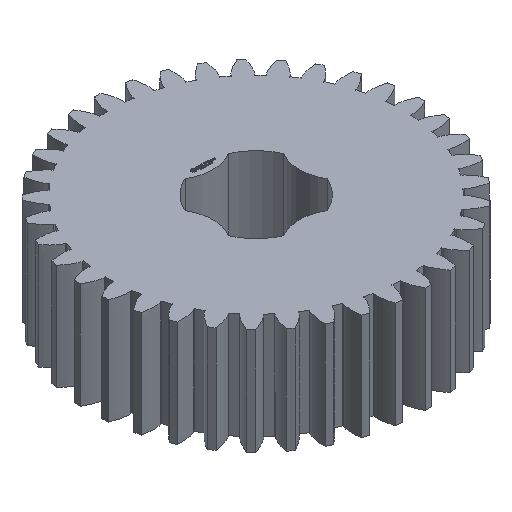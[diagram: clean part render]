
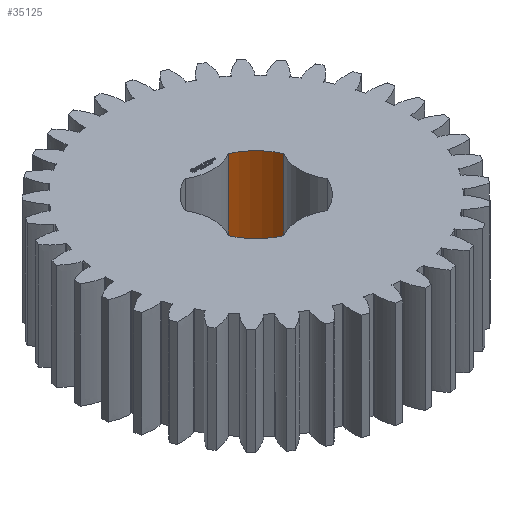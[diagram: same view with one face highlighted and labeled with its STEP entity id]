
A CAD part, isometric view. The second image highlights one B-rep face of the part: STEP entity #35125.
In plain terms, the highlighted cylindrical face has radius 6.35 mm (diameter 12.7 mm), a partial arc.
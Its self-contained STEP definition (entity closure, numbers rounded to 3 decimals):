
#93 = PLANE('',#94);
#94 = AXIS2_PLACEMENT_3D('',#95,#96,#97);
#95 = CARTESIAN_POINT('',(0.,0.,12.5)
  );
#96 = DIRECTION('',(0.,0.,1.));
#97 = DIRECTION('',(1.,0.,0.));
#168 = PLANE('',#169);
#169 = AXIS2_PLACEMENT_3D('',#170,#171,#172);
#170 = CARTESIAN_POINT('',(0.,0.,0.));
#171 = DIRECTION('',(0.,0.,1.));
#172 = DIRECTION('',(1.,0.,0.));
#10748 = VERTEX_POINT('',#10749);
#10749 = CARTESIAN_POINT('',(2.55,5.816,0.));
#10764 = CYLINDRICAL_SURFACE('',#10765,4.9);
#10765 = AXIS2_PLACEMENT_3D('',#10766,#10767,#10768);
#10766 = CARTESIAN_POINT('',(0.,10.,0.));
#10767 = DIRECTION('',(0.,-0.,-1.));
#10768 = DIRECTION('',(0.707,0.707,0.));
#10776 = EDGE_CURVE('',#10777,#10748,#10779,.T.);
#10777 = VERTEX_POINT('',#10778);
#10778 = CARTESIAN_POINT('',(5.816,2.55,0.));
#10779 = SURFACE_CURVE('',#10780,(#10785,#10792),.PCURVE_S1.);
#10780 = CIRCLE('',#10781,6.35);
#10781 = AXIS2_PLACEMENT_3D('',#10782,#10783,#10784);
#10782 = CARTESIAN_POINT('',(0.,0.,0.));
#10783 = DIRECTION('',(0.,-0.,1.));
#10784 = DIRECTION('',(0.707,0.707,0.));
#10785 = PCURVE('',#168,#10786);
#10786 = DEFINITIONAL_REPRESENTATION('',(#10787),#10791);
#10787 = CIRCLE('',#10788,6.35);
#10788 = AXIS2_PLACEMENT_2D('',#10789,#10790);
#10789 = CARTESIAN_POINT('',(0.,0.));
#10790 = DIRECTION('',(0.707,0.707));
#10791 = ( GEOMETRIC_REPRESENTATION_CONTEXT(2) 
PARAMETRIC_REPRESENTATION_CONTEXT() REPRESENTATION_CONTEXT('2D SPACE',''
  ) );
#10792 = PCURVE('',#10793,#10798);
#10793 = CYLINDRICAL_SURFACE('',#10794,6.35);
#10794 = AXIS2_PLACEMENT_3D('',#10795,#10796,#10797);
#10795 = CARTESIAN_POINT('',(0.,0.,0.));
#10796 = DIRECTION('',(0.,-0.,-1.));
#10797 = DIRECTION('',(0.707,0.707,0.));
#10798 = DEFINITIONAL_REPRESENTATION('',(#10799),#10803);
#10799 = LINE('',#10800,#10801);
#10800 = CARTESIAN_POINT('',(-0.,0.));
#10801 = VECTOR('',#10802,1.);
#10802 = DIRECTION('',(-1.,0.));
#10803 = ( GEOMETRIC_REPRESENTATION_CONTEXT(2) 
PARAMETRIC_REPRESENTATION_CONTEXT() REPRESENTATION_CONTEXT('2D SPACE',''
  ) );
#10822 = CYLINDRICAL_SURFACE('',#10823,4.9);
#10823 = AXIS2_PLACEMENT_3D('',#10824,#10825,#10826);
#10824 = CARTESIAN_POINT('',(10.,0.,0.));
#10825 = DIRECTION('',(0.,-0.,-1.));
#10826 = DIRECTION('',(0.707,0.707,0.));
#18466 = VERTEX_POINT('',#18467);
#18467 = CARTESIAN_POINT('',(2.55,5.816,12.5));
#18489 = EDGE_CURVE('',#18490,#18466,#18492,.T.);
#18490 = VERTEX_POINT('',#18491);
#18491 = CARTESIAN_POINT('',(5.816,2.55,12.5));
#18492 = SURFACE_CURVE('',#18493,(#18498,#18505),.PCURVE_S1.);
#18493 = CIRCLE('',#18494,6.35);
#18494 = AXIS2_PLACEMENT_3D('',#18495,#18496,#18497);
#18495 = CARTESIAN_POINT('',(0.,0.,12.5)
  );
#18496 = DIRECTION('',(0.,-0.,1.));
#18497 = DIRECTION('',(0.707,0.707,0.));
#18498 = PCURVE('',#93,#18499);
#18499 = DEFINITIONAL_REPRESENTATION('',(#18500),#18504);
#18500 = CIRCLE('',#18501,6.35);
#18501 = AXIS2_PLACEMENT_2D('',#18502,#18503);
#18502 = CARTESIAN_POINT('',(0.,0.));
#18503 = DIRECTION('',(0.707,0.707));
#18504 = ( GEOMETRIC_REPRESENTATION_CONTEXT(2) 
PARAMETRIC_REPRESENTATION_CONTEXT() REPRESENTATION_CONTEXT('2D SPACE',''
  ) );
#18505 = PCURVE('',#10793,#18506);
#18506 = DEFINITIONAL_REPRESENTATION('',(#18507),#18511);
#18507 = LINE('',#18508,#18509);
#18508 = CARTESIAN_POINT('',(-0.,-12.5));
#18509 = VECTOR('',#18510,1.);
#18510 = DIRECTION('',(-1.,0.));
#18511 = ( GEOMETRIC_REPRESENTATION_CONTEXT(2) 
PARAMETRIC_REPRESENTATION_CONTEXT() REPRESENTATION_CONTEXT('2D SPACE',''
  ) );
#35102 = EDGE_CURVE('',#10777,#18490,#35103,.T.);
#35103 = SURFACE_CURVE('',#35104,(#35108,#35115),.PCURVE_S1.);
#35104 = LINE('',#35105,#35106);
#35105 = CARTESIAN_POINT('',(5.816,2.55,0.));
#35106 = VECTOR('',#35107,1.);
#35107 = DIRECTION('',(0.,0.,1.));
#35108 = PCURVE('',#10822,#35109);
#35109 = DEFINITIONAL_REPRESENTATION('',(#35110),#35114);
#35110 = LINE('',#35111,#35112);
#35111 = CARTESIAN_POINT('',(-1.809,0.));
#35112 = VECTOR('',#35113,1.);
#35113 = DIRECTION('',(-0.,-1.));
#35114 = ( GEOMETRIC_REPRESENTATION_CONTEXT(2) 
PARAMETRIC_REPRESENTATION_CONTEXT() REPRESENTATION_CONTEXT('2D SPACE',''
  ) );
#35115 = PCURVE('',#10793,#35116);
#35116 = DEFINITIONAL_REPRESENTATION('',(#35117),#35121);
#35117 = LINE('',#35118,#35119);
#35118 = CARTESIAN_POINT('',(-5.911,0.));
#35119 = VECTOR('',#35120,1.);
#35120 = DIRECTION('',(-0.,-1.));
#35121 = ( GEOMETRIC_REPRESENTATION_CONTEXT(2) 
PARAMETRIC_REPRESENTATION_CONTEXT() REPRESENTATION_CONTEXT('2D SPACE',''
  ) );
#35125 = ADVANCED_FACE('',(#35126),#10793,.F.);
#35126 = FACE_BOUND('',#35127,.T.);
#35127 = EDGE_LOOP('',(#35128,#35129,#35130,#35151));
#35128 = ORIENTED_EDGE('',*,*,#35102,.T.);
#35129 = ORIENTED_EDGE('',*,*,#18489,.T.);
#35130 = ORIENTED_EDGE('',*,*,#35131,.F.);
#35131 = EDGE_CURVE('',#10748,#18466,#35132,.T.);
#35132 = SURFACE_CURVE('',#35133,(#35137,#35144),.PCURVE_S1.);
#35133 = LINE('',#35134,#35135);
#35134 = CARTESIAN_POINT('',(2.55,5.816,0.));
#35135 = VECTOR('',#35136,1.);
#35136 = DIRECTION('',(0.,0.,1.));
#35137 = PCURVE('',#10793,#35138);
#35138 = DEFINITIONAL_REPRESENTATION('',(#35139),#35143);
#35139 = LINE('',#35140,#35141);
#35140 = CARTESIAN_POINT('',(-6.655,0.));
#35141 = VECTOR('',#35142,1.);
#35142 = DIRECTION('',(-0.,-1.));
#35143 = ( GEOMETRIC_REPRESENTATION_CONTEXT(2) 
PARAMETRIC_REPRESENTATION_CONTEXT() REPRESENTATION_CONTEXT('2D SPACE',''
  ) );
#35144 = PCURVE('',#10764,#35145);
#35145 = DEFINITIONAL_REPRESENTATION('',(#35146),#35150);
#35146 = LINE('',#35147,#35148);
#35147 = CARTESIAN_POINT('',(-4.474,0.));
#35148 = VECTOR('',#35149,1.);
#35149 = DIRECTION('',(-0.,-1.));
#35150 = ( GEOMETRIC_REPRESENTATION_CONTEXT(2) 
PARAMETRIC_REPRESENTATION_CONTEXT() REPRESENTATION_CONTEXT('2D SPACE',''
  ) );
#35151 = ORIENTED_EDGE('',*,*,#10776,.F.);
